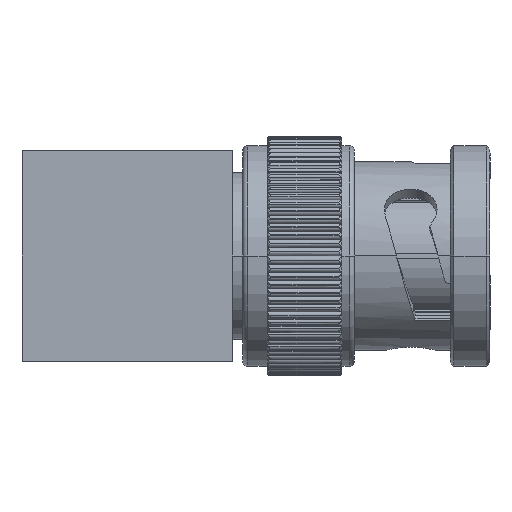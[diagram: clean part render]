
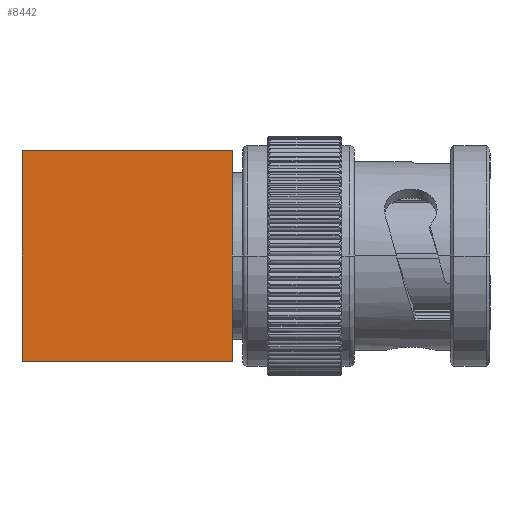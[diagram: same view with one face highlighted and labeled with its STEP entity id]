
A CAD part, left-side view. The second image highlights one B-rep face of the part: STEP entity #8442.
In plain terms, the highlighted planar face has unit normal (-1, 0, 0).
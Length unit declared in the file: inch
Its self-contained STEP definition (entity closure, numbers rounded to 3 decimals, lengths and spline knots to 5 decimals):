
#1930 = PLANE ( 'NONE',  #13059 ) ;
#3659 = VERTEX_POINT ( 'NONE', #26829 ) ;
#3996 = LINE ( 'NONE', #19440, #9160 ) ;
#7493 = VECTOR ( 'NONE', #10127, 39.37008 ) ;
#7659 = DIRECTION ( 'NONE',  ( 0., 0., -1. ) ) ;
#8442 = ADVANCED_FACE ( 'NONE', ( #14729 ), #1930, .F. ) ;
#9160 = VECTOR ( 'NONE', #21598, 39.37008 ) ;
#9786 = EDGE_CURVE ( 'NONE', #12911, #3659, #26691, .T. ) ;
#10127 = DIRECTION ( 'NONE',  ( 0., -1., 0. ) ) ;
#12648 = VERTEX_POINT ( 'NONE', #27937 ) ;
#12770 = LINE ( 'NONE', #33004, #7493 ) ;
#12911 = VERTEX_POINT ( 'NONE', #29267 ) ;
#13017 = CARTESIAN_POINT ( 'NONE',  ( -0.25, 0.25, 0.25 ) ) ;
#13059 = AXIS2_PLACEMENT_3D ( 'NONE', #32124, #19714, #19878 ) ;
#13111 = LINE ( 'NONE', #15301, #17663 ) ;
#14170 = VERTEX_POINT ( 'NONE', #13017 ) ;
#14729 = FACE_OUTER_BOUND ( 'NONE', #31106, .T. ) ;
#15301 = CARTESIAN_POINT ( 'NONE',  ( -0.25, -0.25, -0.25 ) ) ;
#17378 = ORIENTED_EDGE ( 'NONE', *, *, #20048, .T. ) ;
#17663 = VECTOR ( 'NONE', #27807, 39.37008 ) ;
#19284 = EDGE_CURVE ( 'NONE', #14170, #12911, #12770, .T. ) ;
#19440 = CARTESIAN_POINT ( 'NONE',  ( -0.25, 0.25, 0.25 ) ) ;
#19714 = DIRECTION ( 'NONE',  ( 1., 0., 0. ) ) ;
#19878 = DIRECTION ( 'NONE',  ( 0., 0., -1. ) ) ;
#20048 = EDGE_CURVE ( 'NONE', #12648, #3659, #13111, .T. ) ;
#20336 = EDGE_CURVE ( 'NONE', #14170, #12648, #3996, .T. ) ;
#21598 = DIRECTION ( 'NONE',  ( 0., 0., -1. ) ) ;
#24953 = ORIENTED_EDGE ( 'NONE', *, *, #19284, .F. ) ;
#25127 = ORIENTED_EDGE ( 'NONE', *, *, #20336, .T. ) ;
#25434 = VECTOR ( 'NONE', #7659, 39.37008 ) ;
#26691 = LINE ( 'NONE', #27838, #25434 ) ;
#26829 = CARTESIAN_POINT ( 'NONE',  ( -0.25, -0.25, -0.25 ) ) ;
#27529 = ORIENTED_EDGE ( 'NONE', *, *, #9786, .F. ) ;
#27807 = DIRECTION ( 'NONE',  ( 0., -1., 0. ) ) ;
#27838 = CARTESIAN_POINT ( 'NONE',  ( -0.25, -0.25, 0.25 ) ) ;
#27937 = CARTESIAN_POINT ( 'NONE',  ( -0.25, 0.25, -0.25 ) ) ;
#29267 = CARTESIAN_POINT ( 'NONE',  ( -0.25, -0.25, 0.25 ) ) ;
#31106 = EDGE_LOOP ( 'NONE', ( #27529, #24953, #25127, #17378 ) ) ;
#32124 = CARTESIAN_POINT ( 'NONE',  ( -0.25, 0.25, 0. ) ) ;
#33004 = CARTESIAN_POINT ( 'NONE',  ( -0.25, -0.25, 0.25 ) ) ;
